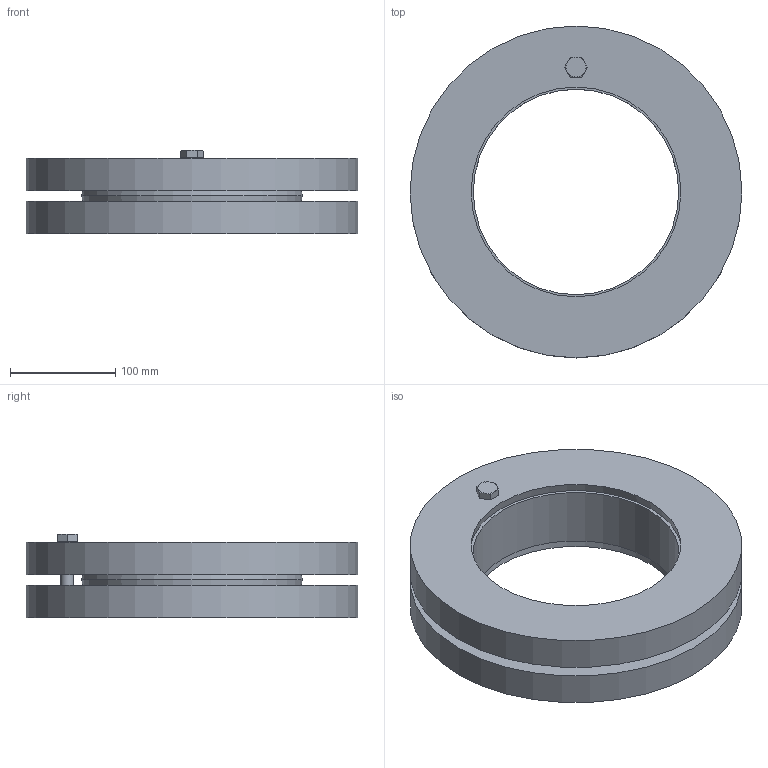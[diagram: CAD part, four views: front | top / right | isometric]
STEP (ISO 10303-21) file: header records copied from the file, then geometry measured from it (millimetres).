
FILE_DESCRIPTION((''),'2;1');
FILE_NAME('BIKON 1029-195-51.stp','2011-09-07T15:06:21',('kr'),(''),'Autodesk Inventor 2011','Autodesk Inventor 2011','');
FILE_SCHEMA(('AUTOMOTIVE_DESIGN { 1 0 10303 214 1 1 1 1 }'));
Length unit declared in the file: millimetre
Products named in the file (5): BIKON 1029-195-51; Volumenkörper1_6; Volumenkörper2_6; Volumenkörper3_6; DIN 933 - ersetzt durch DIN EN 24017 M12  x 60
Assembly tree (4 placements, depth 2):
  BIKON 1029-195-51
    Volumenkörper1_6
    Volumenkörper2_6
    Volumenkörper3_6
    DIN 933 - ersetzt durch DIN EN 24017 M12  x 60
Bounding box: 315 x 315 x 79.5 mm (x, y, z)
Volume: 2998890.3 mm3; surface area: 362969.8 mm2
Topology: 4 solids, 4 shells, 36 faces, 70 edges, 44 vertices
Faces by surface type: plane 16, cone 12, cylinder 8
Full cylindrical faces by diameter (mm): 10.106 x1, 11.053 x1, 12 x1, 14 x1, 17.2 x1, 195 x1, 315 x2
Entity records: 989 total; most frequent: CARTESIAN_POINT 165, DIRECTION 162, ORIENTED_EDGE 108, AXIS2_PLACEMENT_3D 75, EDGE_LOOP 62, EDGE_CURVE 54, VERTEX_POINT 42, FACE_OUTER_BOUND 36
